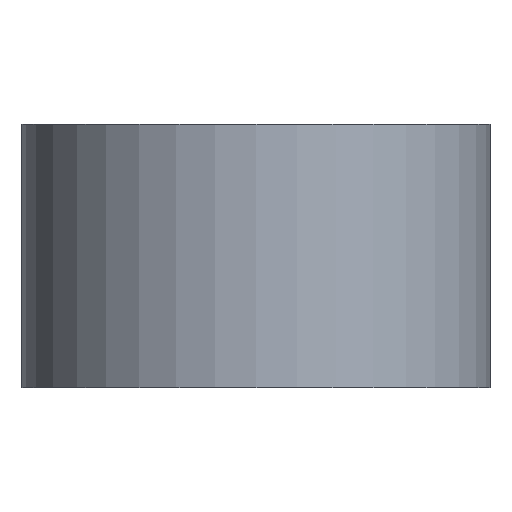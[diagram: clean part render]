
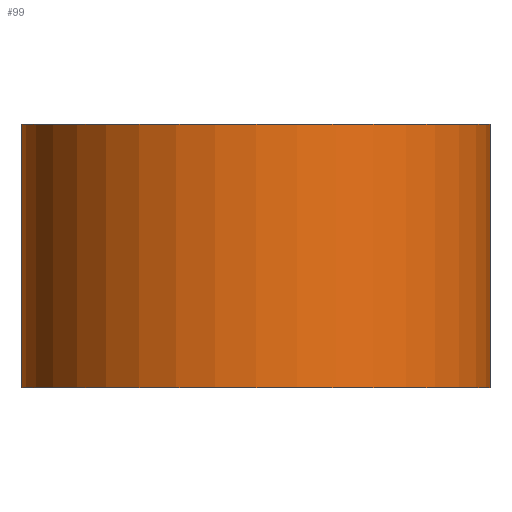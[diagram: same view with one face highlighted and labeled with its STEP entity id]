
A CAD part, left-side view. The second image highlights one B-rep face of the part: STEP entity #99.
In plain terms, the highlighted cylindrical face has radius 2 mm (diameter 4 mm), a partial arc.
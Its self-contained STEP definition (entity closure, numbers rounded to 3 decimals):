
#15=CYLINDRICAL_SURFACE('',#121,2.);
#19=FACE_OUTER_BOUND('',#25,.T.);
#25=EDGE_LOOP('',(#77,#78,#79,#80));
#31=LINE('',#169,#39);
#34=LINE('',#175,#42);
#39=VECTOR('',#139,10.);
#42=VECTOR('',#144,10.);
#45=CIRCLE('',#118,2.);
#47=CIRCLE('',#122,2.);
#49=VERTEX_POINT('',#159);
#50=VERTEX_POINT('',#160);
#53=VERTEX_POINT('',#168);
#55=VERTEX_POINT('',#174);
#57=EDGE_CURVE('',#49,#50,#45,.T.);
#61=EDGE_CURVE('',#49,#53,#31,.T.);
#64=EDGE_CURVE('',#50,#55,#34,.T.);
#65=EDGE_CURVE('',#53,#55,#47,.T.);
#77=ORIENTED_EDGE('',*,*,#57,.T.);
#78=ORIENTED_EDGE('',*,*,#64,.T.);
#79=ORIENTED_EDGE('',*,*,#65,.F.);
#80=ORIENTED_EDGE('',*,*,#61,.F.);
#99=ADVANCED_FACE('',(#19),#15,.T.);
#118=AXIS2_PLACEMENT_3D('',#161,#131,#132);
#121=AXIS2_PLACEMENT_3D('',#173,#142,#143);
#122=AXIS2_PLACEMENT_3D('',#176,#145,#146);
#131=DIRECTION('center_axis',(0.,0.,1.));
#132=DIRECTION('ref_axis',(0.,1.,0.));
#139=DIRECTION('',(0.,0.,1.));
#142=DIRECTION('center_axis',(0.,0.,1.));
#143=DIRECTION('ref_axis',(0.,1.,0.));
#144=DIRECTION('',(0.,0.,1.));
#145=DIRECTION('center_axis',(0.,0.,1.));
#146=DIRECTION('ref_axis',(0.,1.,0.));
#159=CARTESIAN_POINT('',(153.475,-40.99,2.9));
#160=CARTESIAN_POINT('',(153.475,-44.99,2.9));
#161=CARTESIAN_POINT('Origin',(153.475,-42.99,2.9));
#168=CARTESIAN_POINT('',(153.475,-40.99,5.15));
#169=CARTESIAN_POINT('',(153.475,-40.99,2.6));
#173=CARTESIAN_POINT('Origin',(153.475,-42.99,2.6));
#174=CARTESIAN_POINT('',(153.475,-44.99,5.15));
#175=CARTESIAN_POINT('',(153.475,-44.99,2.6));
#176=CARTESIAN_POINT('Origin',(153.475,-42.99,5.15));
